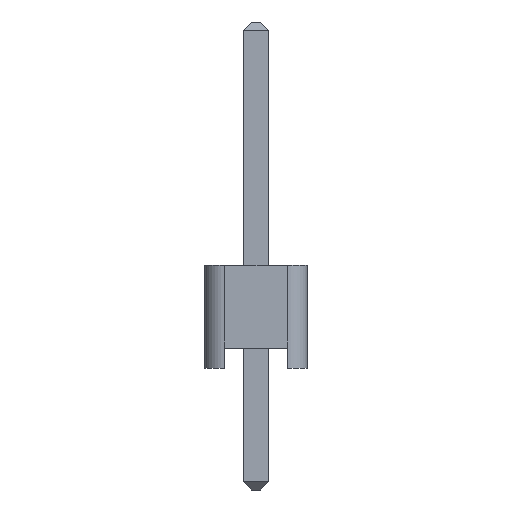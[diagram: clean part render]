
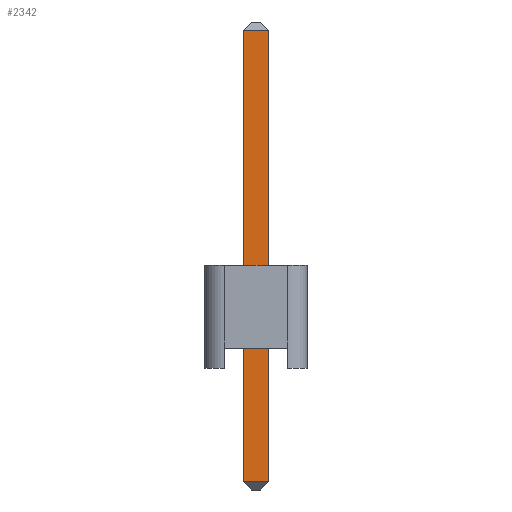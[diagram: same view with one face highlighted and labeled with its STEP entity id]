
A CAD part, left-side view. The second image highlights one B-rep face of the part: STEP entity #2342.
In plain terms, the highlighted planar face has unit normal (-1, 0, 0).
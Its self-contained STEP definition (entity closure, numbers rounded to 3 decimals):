
#2226 = EDGE_CURVE('',#2227,#2229,#2231,.T.);
#2227 = VERTEX_POINT('',#2228);
#2228 = CARTESIAN_POINT('',(-0.32,0.32,0.2));
#2229 = VERTEX_POINT('',#2230);
#2230 = CARTESIAN_POINT('',(-0.32,0.32,11.34));
#2231 = SURFACE_CURVE('',#2232,(#2236,#2248),.PCURVE_S1.);
#2232 = LINE('',#2233,#2234);
#2233 = CARTESIAN_POINT('',(-0.32,0.32,0.));
#2234 = VECTOR('',#2235,1.);
#2235 = DIRECTION('',(0.,0.,1.));
#2236 = PCURVE('',#2237,#2242);
#2237 = PLANE('',#2238);
#2238 = AXIS2_PLACEMENT_3D('',#2239,#2240,#2241);
#2239 = CARTESIAN_POINT('',(-0.32,0.32,0.));
#2240 = DIRECTION('',(0.,1.,0.));
#2241 = DIRECTION('',(1.,0.,0.));
#2242 = DEFINITIONAL_REPRESENTATION('',(#2243),#2247);
#2243 = LINE('',#2244,#2245);
#2244 = CARTESIAN_POINT('',(0.,0.));
#2245 = VECTOR('',#2246,1.);
#2246 = DIRECTION('',(0.,-1.));
#2247 = ( GEOMETRIC_REPRESENTATION_CONTEXT(2) 
PARAMETRIC_REPRESENTATION_CONTEXT() REPRESENTATION_CONTEXT('2D SPACE',''
  ) );
#2248 = PCURVE('',#2249,#2254);
#2249 = PLANE('',#2250);
#2250 = AXIS2_PLACEMENT_3D('',#2251,#2252,#2253);
#2251 = CARTESIAN_POINT('',(-0.32,-0.32,0.));
#2252 = DIRECTION('',(-1.,0.,0.));
#2253 = DIRECTION('',(0.,1.,0.));
#2254 = DEFINITIONAL_REPRESENTATION('',(#2255),#2259);
#2255 = LINE('',#2256,#2257);
#2256 = CARTESIAN_POINT('',(0.64,0.));
#2257 = VECTOR('',#2258,1.);
#2258 = DIRECTION('',(0.,-1.));
#2259 = ( GEOMETRIC_REPRESENTATION_CONTEXT(2) 
PARAMETRIC_REPRESENTATION_CONTEXT() REPRESENTATION_CONTEXT('2D SPACE',''
  ) );
#2342 = ADVANCED_FACE('',(#2343),#2249,.T.);
#2343 = FACE_BOUND('',#2344,.T.);
#2344 = EDGE_LOOP('',(#2345,#2375,#2401,#2402));
#2345 = ORIENTED_EDGE('',*,*,#2346,.T.);
#2346 = EDGE_CURVE('',#2347,#2349,#2351,.T.);
#2347 = VERTEX_POINT('',#2348);
#2348 = CARTESIAN_POINT('',(-0.32,-0.32,0.2));
#2349 = VERTEX_POINT('',#2350);
#2350 = CARTESIAN_POINT('',(-0.32,-0.32,11.34));
#2351 = SURFACE_CURVE('',#2352,(#2356,#2363),.PCURVE_S1.);
#2352 = LINE('',#2353,#2354);
#2353 = CARTESIAN_POINT('',(-0.32,-0.32,0.));
#2354 = VECTOR('',#2355,1.);
#2355 = DIRECTION('',(0.,0.,1.));
#2356 = PCURVE('',#2249,#2357);
#2357 = DEFINITIONAL_REPRESENTATION('',(#2358),#2362);
#2358 = LINE('',#2359,#2360);
#2359 = CARTESIAN_POINT('',(0.,0.));
#2360 = VECTOR('',#2361,1.);
#2361 = DIRECTION('',(0.,-1.));
#2362 = ( GEOMETRIC_REPRESENTATION_CONTEXT(2) 
PARAMETRIC_REPRESENTATION_CONTEXT() REPRESENTATION_CONTEXT('2D SPACE',''
  ) );
#2363 = PCURVE('',#2364,#2369);
#2364 = PLANE('',#2365);
#2365 = AXIS2_PLACEMENT_3D('',#2366,#2367,#2368);
#2366 = CARTESIAN_POINT('',(0.32,-0.32,0.));
#2367 = DIRECTION('',(0.,-1.,0.));
#2368 = DIRECTION('',(-1.,0.,0.));
#2369 = DEFINITIONAL_REPRESENTATION('',(#2370),#2374);
#2370 = LINE('',#2371,#2372);
#2371 = CARTESIAN_POINT('',(0.64,0.));
#2372 = VECTOR('',#2373,1.);
#2373 = DIRECTION('',(0.,-1.));
#2374 = ( GEOMETRIC_REPRESENTATION_CONTEXT(2) 
PARAMETRIC_REPRESENTATION_CONTEXT() REPRESENTATION_CONTEXT('2D SPACE',''
  ) );
#2375 = ORIENTED_EDGE('',*,*,#2376,.T.);
#2376 = EDGE_CURVE('',#2349,#2229,#2377,.T.);
#2377 = SURFACE_CURVE('',#2378,(#2382,#2389),.PCURVE_S1.);
#2378 = LINE('',#2379,#2380);
#2379 = CARTESIAN_POINT('',(-0.32,-0.32,11.34));
#2380 = VECTOR('',#2381,1.);
#2381 = DIRECTION('',(0.,1.,0.));
#2382 = PCURVE('',#2249,#2383);
#2383 = DEFINITIONAL_REPRESENTATION('',(#2384),#2388);
#2384 = LINE('',#2385,#2386);
#2385 = CARTESIAN_POINT('',(0.,-11.34));
#2386 = VECTOR('',#2387,1.);
#2387 = DIRECTION('',(1.,0.));
#2388 = ( GEOMETRIC_REPRESENTATION_CONTEXT(2) 
PARAMETRIC_REPRESENTATION_CONTEXT() REPRESENTATION_CONTEXT('2D SPACE',''
  ) );
#2389 = PCURVE('',#2390,#2395);
#2390 = PLANE('',#2391);
#2391 = AXIS2_PLACEMENT_3D('',#2392,#2393,#2394);
#2392 = CARTESIAN_POINT('',(-0.22,-0.32,11.44));
#2393 = DIRECTION('',(0.707,0.,-0.707
    ));
#2394 = DIRECTION('',(0.,1.,0.));
#2395 = DEFINITIONAL_REPRESENTATION('',(#2396),#2400);
#2396 = LINE('',#2397,#2398);
#2397 = CARTESIAN_POINT('',(0.,-0.141));
#2398 = VECTOR('',#2399,1.);
#2399 = DIRECTION('',(1.,0.));
#2400 = ( GEOMETRIC_REPRESENTATION_CONTEXT(2) 
PARAMETRIC_REPRESENTATION_CONTEXT() REPRESENTATION_CONTEXT('2D SPACE',''
  ) );
#2401 = ORIENTED_EDGE('',*,*,#2226,.F.);
#2402 = ORIENTED_EDGE('',*,*,#2403,.F.);
#2403 = EDGE_CURVE('',#2347,#2227,#2404,.T.);
#2404 = SURFACE_CURVE('',#2405,(#2409,#2416),.PCURVE_S1.);
#2405 = LINE('',#2406,#2407);
#2406 = CARTESIAN_POINT('',(-0.32,-0.32,0.2));
#2407 = VECTOR('',#2408,1.);
#2408 = DIRECTION('',(0.,1.,0.));
#2409 = PCURVE('',#2249,#2410);
#2410 = DEFINITIONAL_REPRESENTATION('',(#2411),#2415);
#2411 = LINE('',#2412,#2413);
#2412 = CARTESIAN_POINT('',(0.,-0.2));
#2413 = VECTOR('',#2414,1.);
#2414 = DIRECTION('',(1.,0.));
#2415 = ( GEOMETRIC_REPRESENTATION_CONTEXT(2) 
PARAMETRIC_REPRESENTATION_CONTEXT() REPRESENTATION_CONTEXT('2D SPACE',''
  ) );
#2416 = PCURVE('',#2417,#2422);
#2417 = PLANE('',#2418);
#2418 = AXIS2_PLACEMENT_3D('',#2419,#2420,#2421);
#2419 = CARTESIAN_POINT('',(-0.22,-0.32,0.1));
#2420 = DIRECTION('',(-0.707,0.,-0.707));
#2421 = DIRECTION('',(0.,1.,0.));
#2422 = DEFINITIONAL_REPRESENTATION('',(#2423),#2427);
#2423 = LINE('',#2424,#2425);
#2424 = CARTESIAN_POINT('',(0.,-0.141));
#2425 = VECTOR('',#2426,1.);
#2426 = DIRECTION('',(1.,0.));
#2427 = ( GEOMETRIC_REPRESENTATION_CONTEXT(2) 
PARAMETRIC_REPRESENTATION_CONTEXT() REPRESENTATION_CONTEXT('2D SPACE',''
  ) );
